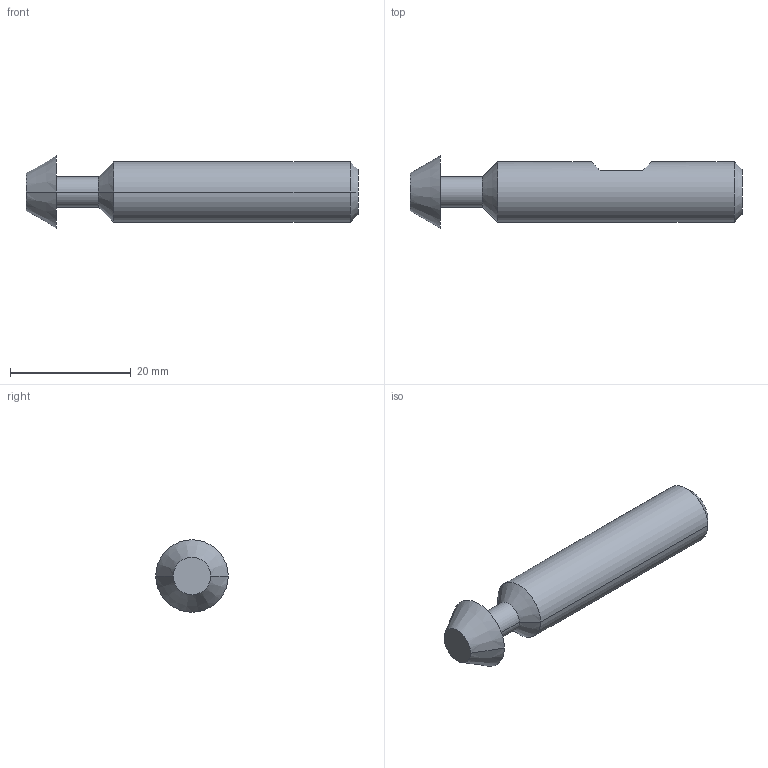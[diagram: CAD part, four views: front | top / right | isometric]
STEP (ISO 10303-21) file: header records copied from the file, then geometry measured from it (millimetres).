
FILE_DESCRIPTION (( 'STEP AP214' ), '1' );
FILE_NAME ('MTS.6012.D.050.06.10 BF.STEP', '2020-09-14T08:42:32', ( '' ), ( '' ), 'SwSTEP 2.0', 'SolidWorks 2019', '' );
FILE_SCHEMA (( 'AUTOMOTIVE_DESIGN' ));
Length unit declared in the file: millimetre
Products named in the file (1): MTS.6012.D.050.06.10 BF
Bounding box: 55 x 12 x 12 mm (x, y, z)
Volume: 3682.4 mm3; surface area: 1806 mm2
Topology: 1 solids, 1 shells, 16 faces, 33 edges, 20 vertices
Faces by surface type: cone 6, plane 6, cylinder 4
Entity records: 457 total; most frequent: CARTESIAN_POINT 82, DIRECTION 77, ORIENTED_EDGE 66, EDGE_CURVE 33, AXIS2_PLACEMENT_3D 31, VERTEX_POINT 20, EDGE_LOOP 17, ADVANCED_FACE 16
